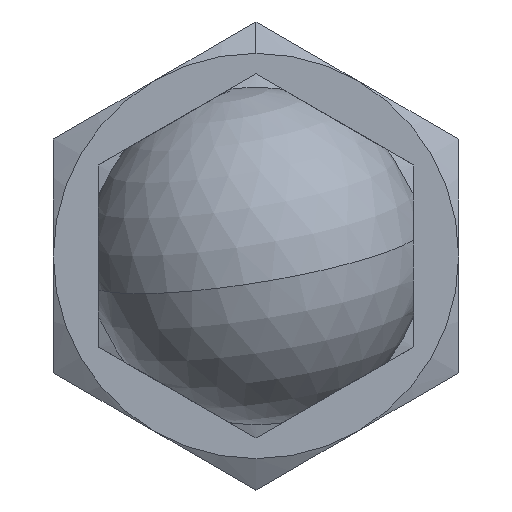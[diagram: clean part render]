
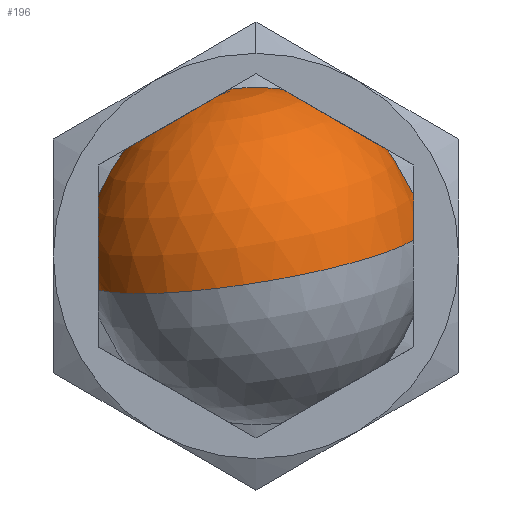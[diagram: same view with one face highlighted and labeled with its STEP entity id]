
A CAD part, front view. The second image highlights one B-rep face of the part: STEP entity #196.
In plain terms, the highlighted spherical face has radius 7.5 mm.
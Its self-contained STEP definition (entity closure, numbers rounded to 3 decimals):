
#26 = CIRCLE ( 'NONE', #545, 2.693 ) ;
#63 = EDGE_CURVE ( 'NONE', #149, #1703, #2135, .T. ) ;
#83 = DIRECTION ( 'NONE',  ( 0.158, 0.158, -0.975 ) ) ;
#131 = DIRECTION ( 'NONE',  ( 0.987, 0., 0.16 ) ) ;
#142 = CARTESIAN_POINT ( 'NONE',  ( 0., -14.5, 0. ) ) ;
#149 = VERTEX_POINT ( 'NONE', #479 ) ;
#153 = EDGE_CURVE ( 'NONE', #1964, #895, #1202, .T. ) ;
#196 = ADVANCED_FACE ( 'NONE', ( #736, #1443, #1369 ), #1018, .T. ) ;
#197 = CIRCLE ( 'NONE', #1319, 2.693 ) ;
#200 = DIRECTION ( 'NONE',  ( -0.49, 0.869, 0.061 ) ) ;
#214 = DIRECTION ( 'NONE',  ( -0.5, 0., -0.866 ) ) ;
#233 = ORIENTED_EDGE ( 'NONE', *, *, #541, .T. ) ;
#234 = CARTESIAN_POINT ( 'NONE',  ( 7., -14.5, 0. ) ) ;
#238 = DIRECTION ( 'NONE',  ( 0.5, 0., -0.866 ) ) ;
#257 = EDGE_CURVE ( 'NONE', #1102, #805, #1123, .T. ) ;
#263 = VERTEX_POINT ( 'NONE', #1696 ) ;
#269 = CARTESIAN_POINT ( 'NONE',  ( 0., -14.5, 0. ) ) ;
#292 = AXIS2_PLACEMENT_3D ( 'NONE', #1509, #365, #200 ) ;
#306 = VERTEX_POINT ( 'NONE', #1881 ) ;
#308 = CIRCLE ( 'NONE', #1863, 7.5 ) ;
#316 = ORIENTED_EDGE ( 'NONE', *, *, #1432, .T. ) ;
#330 = DIRECTION ( 'NONE',  ( 0.866, 0., -0.5 ) ) ;
#331 = CARTESIAN_POINT ( 'NONE',  ( -5.995, -10., -0.246 ) ) ;
#365 = DIRECTION ( 'NONE',  ( -0.158, -0.158, 0.975 ) ) ;
#375 = EDGE_CURVE ( 'NONE', #263, #1964, #1350, .T. ) ;
#395 = ORIENTED_EDGE ( 'NONE', *, *, #1573, .T. ) ;
#426 = DIRECTION ( 'NONE',  ( -0.158, -0.158, 0.975 ) ) ;
#434 = EDGE_LOOP ( 'NONE', ( #738, #316 ) ) ;
#471 = ORIENTED_EDGE ( 'NONE', *, *, #913, .T. ) ;
#479 = CARTESIAN_POINT ( 'NONE',  ( -6.428, -18.013, -1.612 ) ) ;
#524 = CARTESIAN_POINT ( 'NONE',  ( 3.5, -14.5, 6.062 ) ) ;
#537 = DIRECTION ( 'NONE',  ( 0.866, 0., -0.5 ) ) ;
#541 = EDGE_CURVE ( 'NONE', #1513, #895, #1052, .T. ) ;
#545 = AXIS2_PLACEMENT_3D ( 'NONE', #1973, #2117, #330 ) ;
#563 = AXIS2_PLACEMENT_3D ( 'NONE', #524, #214, #537 ) ;
#607 = ORIENTED_EDGE ( 'NONE', *, *, #1647, .F. ) ;
#645 = CARTESIAN_POINT ( 'NONE',  ( -5.832, -14.5, 4.716 ) ) ;
#661 = EDGE_LOOP ( 'NONE', ( #1802, #1007 ) ) ;
#679 = EDGE_LOOP ( 'NONE', ( #1835, #395, #471, #233, #956, #1091, #607, #1399, #1313 ) ) ;
#729 = CARTESIAN_POINT ( 'NONE',  ( 6.428, -10.987, 1.612 ) ) ;
#736 = FACE_BOUND ( 'NONE', #434, .T. ) ;
#738 = ORIENTED_EDGE ( 'NONE', *, *, #1472, .T. ) ;
#744 = CARTESIAN_POINT ( 'NONE',  ( 0., -14.5, 0. ) ) ;
#805 = VERTEX_POINT ( 'NONE', #331 ) ;
#851 = EDGE_CURVE ( 'NONE', #1102, #1703, #1607, .T. ) ;
#854 = VERTEX_POINT ( 'NONE', #1693 ) ;
#895 = VERTEX_POINT ( 'NONE', #729 ) ;
#910 = VERTEX_POINT ( 'NONE', #1865 ) ;
#911 = CARTESIAN_POINT ( 'NONE',  ( -7., -16.737, -1.499 ) ) ;
#913 = EDGE_CURVE ( 'NONE', #854, #1513, #1182, .T. ) ;
#935 = AXIS2_PLACEMENT_3D ( 'NONE', #234, #1378, #1706 ) ;
#946 = AXIS2_PLACEMENT_3D ( 'NONE', #2077, #1751, #1926 ) ;
#956 = ORIENTED_EDGE ( 'NONE', *, *, #153, .F. ) ;
#1007 = ORIENTED_EDGE ( 'NONE', *, *, #2069, .T. ) ;
#1018 = SPHERICAL_SURFACE ( 'NONE', #292, 7.5 ) ;
#1052 = CIRCLE ( 'NONE', #1836, 7.5 ) ;
#1056 = DIRECTION ( 'NONE',  ( 1., 0., 0. ) ) ;
#1069 = DIRECTION ( 'NONE',  ( 0.866, 0., 0.5 ) ) ;
#1074 = DIRECTION ( 'NONE',  ( 0.987, 0., 0.16 ) ) ;
#1076 = DIRECTION ( 'NONE',  ( 0.158, 0.158, -0.975 ) ) ;
#1080 = CIRCLE ( 'NONE', #2119, 2.693 ) ;
#1091 = ORIENTED_EDGE ( 'NONE', *, *, #375, .F. ) ;
#1097 = DIRECTION ( 'NONE',  ( -0.987, 0., -0.16 ) ) ;
#1102 = VERTEX_POINT ( 'NONE', #1618 ) ;
#1123 = CIRCLE ( 'NONE', #1275, 7.5 ) ;
#1130 = DIRECTION ( 'NONE',  ( -0.158, -0.158, 0.975 ) ) ;
#1144 = DIRECTION ( 'NONE',  ( 0., 1., 0. ) ) ;
#1182 = CIRCLE ( 'NONE', #935, 2.693 ) ;
#1202 = CIRCLE ( 'NONE', #2012, 7.5 ) ;
#1208 = EDGE_CURVE ( 'NONE', #1822, #910, #26, .T. ) ;
#1222 = CARTESIAN_POINT ( 'NONE',  ( -3.5, -14.5, 6.062 ) ) ;
#1228 = DIRECTION ( 'NONE',  ( 0.866, 0., 0.5 ) ) ;
#1235 = DIRECTION ( 'NONE',  ( -0.987, 0., -0.16 ) ) ;
#1275 = AXIS2_PLACEMENT_3D ( 'NONE', #744, #1076, #1235 ) ;
#1313 = ORIENTED_EDGE ( 'NONE', *, *, #851, .T. ) ;
#1319 = AXIS2_PLACEMENT_3D ( 'NONE', #1222, #238, #1228 ) ;
#1321 = CARTESIAN_POINT ( 'NONE',  ( 5.765, -10., 1.664 ) ) ;
#1350 = CIRCLE ( 'NONE', #1536, 6. ) ;
#1369 = FACE_OUTER_BOUND ( 'NONE', #679, .T. ) ;
#1378 = DIRECTION ( 'NONE',  ( -1., 0., 0. ) ) ;
#1382 = CIRCLE ( 'NONE', #563, 2.693 ) ;
#1399 = ORIENTED_EDGE ( 'NONE', *, *, #257, .F. ) ;
#1432 = EDGE_CURVE ( 'NONE', #1897, #306, #1080, .T. ) ;
#1443 = FACE_BOUND ( 'NONE', #661, .T. ) ;
#1450 = AXIS2_PLACEMENT_3D ( 'NONE', #1656, #1508, #1477 ) ;
#1464 = DIRECTION ( 'NONE',  ( -1., 0., 0. ) ) ;
#1472 = EDGE_CURVE ( 'NONE', #306, #1897, #197, .T. ) ;
#1477 = DIRECTION ( 'NONE',  ( -1., 0., 0. ) ) ;
#1492 = CARTESIAN_POINT ( 'NONE',  ( -7., -14.5, 0. ) ) ;
#1508 = DIRECTION ( 'NONE',  ( 0., 1., 0. ) ) ;
#1509 = CARTESIAN_POINT ( 'NONE',  ( 0., -14.5, 0. ) ) ;
#1513 = VERTEX_POINT ( 'NONE', #1917 ) ;
#1536 = AXIS2_PLACEMENT_3D ( 'NONE', #2114, #1144, #1464 ) ;
#1556 = DIRECTION ( 'NONE',  ( 0.5, 0., -0.866 ) ) ;
#1573 = EDGE_CURVE ( 'NONE', #149, #854, #308, .T. ) ;
#1607 = CIRCLE ( 'NONE', #1960, 2.693 ) ;
#1618 = CARTESIAN_POINT ( 'NONE',  ( -7., -11.905, -0.717 ) ) ;
#1647 = EDGE_CURVE ( 'NONE', #805, #263, #1662, .T. ) ;
#1656 = CARTESIAN_POINT ( 'NONE',  ( 0., -10., 0. ) ) ;
#1662 = CIRCLE ( 'NONE', #1450, 6. ) ;
#1693 = CARTESIAN_POINT ( 'NONE',  ( 7., -17.095, 0.717 ) ) ;
#1696 = CARTESIAN_POINT ( 'NONE',  ( -6., -10., 0. ) ) ;
#1703 = VERTEX_POINT ( 'NONE', #911 ) ;
#1706 = DIRECTION ( 'NONE',  ( 0., 0., -1. ) ) ;
#1751 = DIRECTION ( 'NONE',  ( 0.158, 0.158, -0.975 ) ) ;
#1802 = ORIENTED_EDGE ( 'NONE', *, *, #1208, .T. ) ;
#1822 = VERTEX_POINT ( 'NONE', #2097 ) ;
#1835 = ORIENTED_EDGE ( 'NONE', *, *, #63, .F. ) ;
#1836 = AXIS2_PLACEMENT_3D ( 'NONE', #269, #426, #1074 ) ;
#1863 = AXIS2_PLACEMENT_3D ( 'NONE', #142, #1130, #131 ) ;
#1865 = CARTESIAN_POINT ( 'NONE',  ( 1.168, -14.5, 7.408 ) ) ;
#1881 = CARTESIAN_POINT ( 'NONE',  ( -1.168, -14.5, 7.408 ) ) ;
#1897 = VERTEX_POINT ( 'NONE', #645 ) ;
#1917 = CARTESIAN_POINT ( 'NONE',  ( 7., -12.263, 1.499 ) ) ;
#1926 = DIRECTION ( 'NONE',  ( -0.987, 0., -0.16 ) ) ;
#1960 = AXIS2_PLACEMENT_3D ( 'NONE', #1492, #1056, #1991 ) ;
#1964 = VERTEX_POINT ( 'NONE', #1321 ) ;
#1973 = CARTESIAN_POINT ( 'NONE',  ( 3.5, -14.5, 6.062 ) ) ;
#1991 = DIRECTION ( 'NONE',  ( 0., -1., 0. ) ) ;
#2012 = AXIS2_PLACEMENT_3D ( 'NONE', #2062, #83, #1097 ) ;
#2046 = CARTESIAN_POINT ( 'NONE',  ( -3.5, -14.5, 6.062 ) ) ;
#2062 = CARTESIAN_POINT ( 'NONE',  ( 0., -14.5, 0. ) ) ;
#2069 = EDGE_CURVE ( 'NONE', #910, #1822, #1382, .T. ) ;
#2077 = CARTESIAN_POINT ( 'NONE',  ( 0., -14.5, 0. ) ) ;
#2097 = CARTESIAN_POINT ( 'NONE',  ( 5.832, -14.5, 4.716 ) ) ;
#2114 = CARTESIAN_POINT ( 'NONE',  ( 0., -10., 0. ) ) ;
#2117 = DIRECTION ( 'NONE',  ( -0.5, 0., -0.866 ) ) ;
#2119 = AXIS2_PLACEMENT_3D ( 'NONE', #2046, #1556, #1069 ) ;
#2135 = CIRCLE ( 'NONE', #946, 7.5 ) ;
